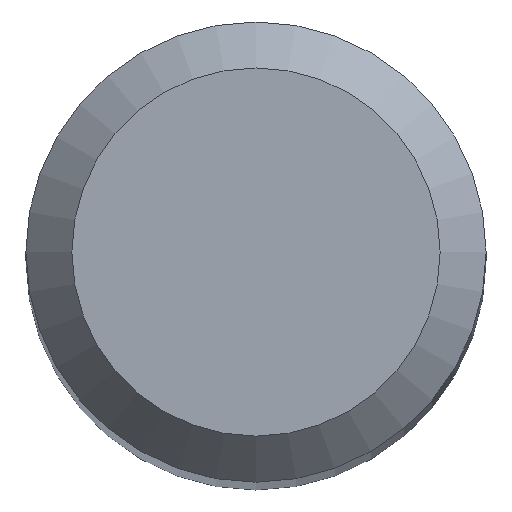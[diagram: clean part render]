
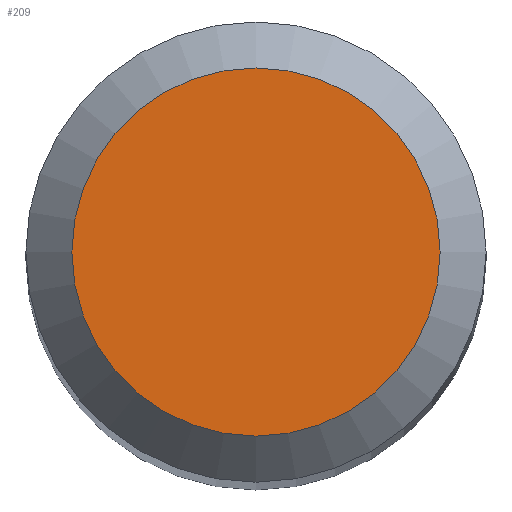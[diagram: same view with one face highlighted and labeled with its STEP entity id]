
A CAD part, top view. The second image highlights one B-rep face of the part: STEP entity #209.
In plain terms, the highlighted planar face has unit normal (0, 0, 1).
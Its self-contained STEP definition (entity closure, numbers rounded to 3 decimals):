
#36 = CARTESIAN_POINT ( 'NONE',  ( 1.2, 0., 38. ) ) ;
#39 = EDGE_CURVE ( 'NONE', #160, #160, #84, .T. ) ;
#84 = CIRCLE ( 'NONE', #290, 1.2 ) ;
#94 = DIRECTION ( 'NONE',  ( -1., 0., 0. ) ) ;
#124 = FACE_OUTER_BOUND ( 'NONE', #349, .T. ) ;
#138 = ORIENTED_EDGE ( 'NONE', *, *, #39, .T. ) ;
#142 = CARTESIAN_POINT ( 'NONE',  ( 0., 0., 38. ) ) ;
#147 = CARTESIAN_POINT ( 'NONE',  ( 0., 1.2, 38. ) ) ;
#160 = VERTEX_POINT ( 'NONE', #36 ) ;
#177 = AXIS2_PLACEMENT_3D ( 'NONE', #147, #236, #94 ) ;
#209 = ADVANCED_FACE ( 'NONE', ( #124 ), #241, .F. ) ;
#236 = DIRECTION ( 'NONE',  ( 0., 0., -1. ) ) ;
#241 = PLANE ( 'NONE',  #177 ) ;
#256 = DIRECTION ( 'NONE',  ( 0., 0., 1. ) ) ;
#288 = DIRECTION ( 'NONE',  ( 1., 0., 0. ) ) ;
#290 = AXIS2_PLACEMENT_3D ( 'NONE', #142, #256, #288 ) ;
#349 = EDGE_LOOP ( 'NONE', ( #138 ) ) ;
